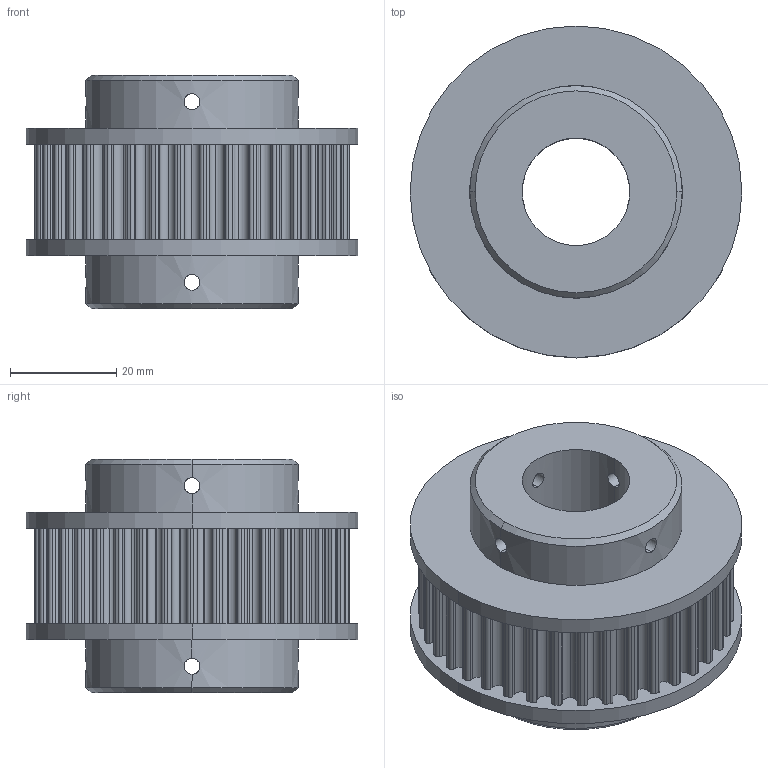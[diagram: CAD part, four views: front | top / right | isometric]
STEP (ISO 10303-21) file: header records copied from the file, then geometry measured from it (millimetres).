
FILE_DESCRIPTION (( 'STEP AP214' ), '1' );
FILE_NAME ('htd_5m_38t.step', '2025-05-13T05:56:15', ( '' ), ( '' ), 'SwSTEP 2.0', 'SolidWorks 2024', '' );
FILE_SCHEMA (( 'AUTOMOTIVE_DESIGN' ));
Length unit declared in the file: millimetre
Products named in the file (1): htd_5m_38t
Bounding box: 62.48 x 62.48 x 44 mm (x, y, z)
Volume: 73731.9 mm3; surface area: 19247.4 mm2
Topology: 1 solids, 1 shells, 339 faces, 1003 edges, 662 vertices
Faces by surface type: cylinder 253, plane 82, cone 4
Entity records: 12330 total; most frequent: CARTESIAN_POINT 2805, DIRECTION 2129, ORIENTED_EDGE 2006, EDGE_CURVE 1003, AXIS2_PLACEMENT_3D 818, VERTEX_POINT 662, LINE 493, VECTOR 493
